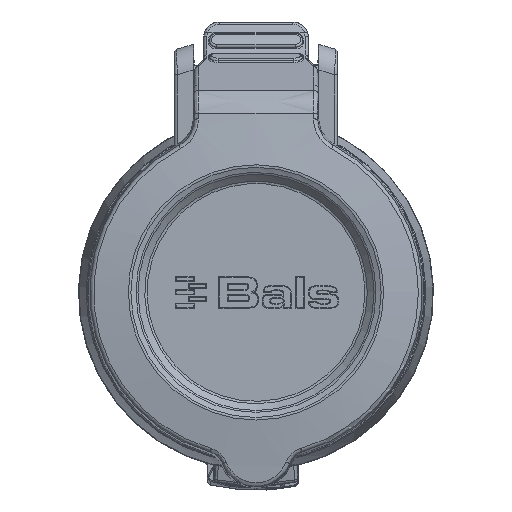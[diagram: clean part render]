
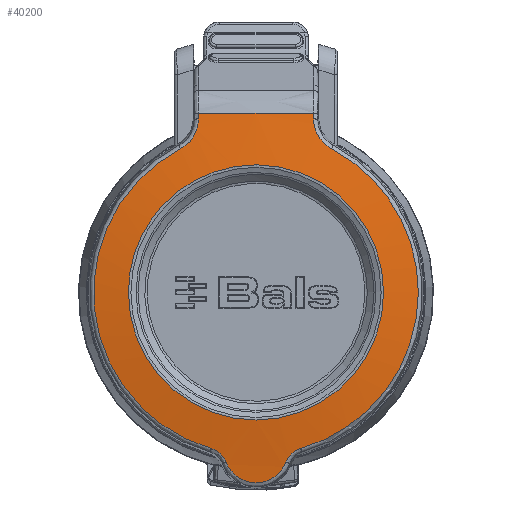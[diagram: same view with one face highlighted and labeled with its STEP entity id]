
A CAD part, top view. The second image highlights one B-rep face of the part: STEP entity #40200.
In plain terms, the highlighted conical face has half-angle 82 degrees and reference radius 32.456 mm.
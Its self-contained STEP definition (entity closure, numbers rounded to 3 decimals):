
#2905=LINE('',#108795,#4619);
#4619=VECTOR('',#50023,32.352);
#4960=CONICAL_SURFACE('',#42933,32.456,1.431);
#7172=FACE_OUTER_BOUND('',#9536,.T.);
#9536=EDGE_LOOP('',(#34220,#34221,#34222,#34223,#34224,#34225,#34226,#34227,
#34228,#34229,#34230,#34231,#34232,#34233,#34234,#34235));
#10882=CIRCLE('',#42745,36.435);
#10941=CIRCLE('',#42930,28.636);
#10942=CIRCLE('',#42931,28.636);
#10943=CIRCLE('',#42932,28.636);
#10944=CIRCLE('',#42934,36.435);
#10945=CIRCLE('',#42935,36.435);
#11173=B_SPLINE_CURVE_WITH_KNOTS('',3,(#53729,#53730,#53731,#53732),
 .UNSPECIFIED.,.F.,.F.,(4,4),(-5.654,-3.123),
 .UNSPECIFIED.);
#13241=B_SPLINE_CURVE_WITH_KNOTS('',3,(#100741,#100742,#100743,#100744,
#100745),.UNSPECIFIED.,.F.,.F.,(4,1,4),(0.,0.352,0.821),
 .UNSPECIFIED.);
#13242=B_SPLINE_CURVE_WITH_KNOTS('',3,(#100774,#100775,#100776,#100777,
#100778),.UNSPECIFIED.,.F.,.F.,(4,1,4),(0.,0.2,0.466),
 .UNSPECIFIED.);
#13244=B_SPLINE_CURVE_WITH_KNOTS('',3,(#100816,#100817,#100818,#100819,
#100820),.UNSPECIFIED.,.F.,.F.,(4,1,4),(0.,0.352,0.821),
 .UNSPECIFIED.);
#13416=B_SPLINE_CURVE_WITH_KNOTS('',3,(#106784,#106785,#106786,#106787,
#106788,#106789,#106790),.UNSPECIFIED.,.F.,.F.,(4,1,1,1,4),(-1.738,
-1.242,-0.745,-0.497,0.),
 .UNSPECIFIED.);
#13433=B_SPLINE_CURVE_WITH_KNOTS('',3,(#107715,#107716,#107717,#107718,
#107719),.UNSPECIFIED.,.F.,.F.,(4,1,4),(0.,0.2,0.466),
 .UNSPECIFIED.);
#13436=B_SPLINE_CURVE_WITH_KNOTS('',3,(#107763,#107764,#107765,#107766),
 .UNSPECIFIED.,.F.,.F.,(4,4),(0.,0.131),.UNSPECIFIED.);
#13439=B_SPLINE_CURVE_WITH_KNOTS('',3,(#107892,#107893,#107894,#107895),
 .UNSPECIFIED.,.F.,.F.,(4,4),(0.,0.131),
 .UNSPECIFIED.);
#13763=VERTEX_POINT('',#53727);
#13764=VERTEX_POINT('',#53728);
#16527=VERTEX_POINT('',#100738);
#16528=VERTEX_POINT('',#100740);
#16529=VERTEX_POINT('',#100772);
#16530=VERTEX_POINT('',#100773);
#16533=VERTEX_POINT('',#100813);
#16534=VERTEX_POINT('',#100815);
#16929=VERTEX_POINT('',#106227);
#16936=VERTEX_POINT('',#106783);
#17056=VERTEX_POINT('',#108785);
#17057=VERTEX_POINT('',#108787);
#17058=VERTEX_POINT('',#108789);
#17059=VERTEX_POINT('',#108793);
#17481=EDGE_CURVE('',#13763,#13764,#11173,.T.);
#21940=EDGE_CURVE('',#16527,#16528,#13241,.T.);
#21942=EDGE_CURVE('',#16529,#16530,#13242,.T.);
#21947=EDGE_CURVE('',#16533,#16534,#13244,.T.);
#22569=EDGE_CURVE('',#16929,#16533,#10882,.T.);
#22589=EDGE_CURVE('',#16530,#16936,#13416,.T.);
#22622=EDGE_CURVE('',#16936,#16929,#13433,.T.);
#22630=EDGE_CURVE('',#16534,#13763,#13436,.T.);
#22643=EDGE_CURVE('',#13764,#16527,#13439,.T.);
#22831=EDGE_CURVE('',#17056,#17057,#10941,.T.);
#22832=EDGE_CURVE('',#17057,#17058,#10942,.T.);
#22833=EDGE_CURVE('',#17058,#17056,#10943,.T.);
#22834=EDGE_CURVE('',#17059,#16529,#10944,.T.);
#22835=EDGE_CURVE('',#17059,#17057,#2905,.T.);
#22836=EDGE_CURVE('',#16528,#17059,#10945,.T.);
#34220=ORIENTED_EDGE('',*,*,#17481,.F.);
#34221=ORIENTED_EDGE('',*,*,#22630,.F.);
#34222=ORIENTED_EDGE('',*,*,#21947,.F.);
#34223=ORIENTED_EDGE('',*,*,#22569,.F.);
#34224=ORIENTED_EDGE('',*,*,#22622,.F.);
#34225=ORIENTED_EDGE('',*,*,#22589,.F.);
#34226=ORIENTED_EDGE('',*,*,#21942,.F.);
#34227=ORIENTED_EDGE('',*,*,#22834,.F.);
#34228=ORIENTED_EDGE('',*,*,#22835,.T.);
#34229=ORIENTED_EDGE('',*,*,#22831,.F.);
#34230=ORIENTED_EDGE('',*,*,#22833,.F.);
#34231=ORIENTED_EDGE('',*,*,#22832,.F.);
#34232=ORIENTED_EDGE('',*,*,#22835,.F.);
#34233=ORIENTED_EDGE('',*,*,#22836,.F.);
#34234=ORIENTED_EDGE('',*,*,#21940,.F.);
#34235=ORIENTED_EDGE('',*,*,#22643,.F.);
#40200=ADVANCED_FACE('',(#7172),#4960,.T.);
#42745=AXIS2_PLACEMENT_3D('',#106228,#49528,#49529);
#42930=AXIS2_PLACEMENT_3D('',#108788,#50013,#50014);
#42931=AXIS2_PLACEMENT_3D('',#108790,#50015,#50016);
#42932=AXIS2_PLACEMENT_3D('',#108791,#50017,#50018);
#42933=AXIS2_PLACEMENT_3D('',#108792,#50019,#50020);
#42934=AXIS2_PLACEMENT_3D('',#108794,#50021,#50022);
#42935=AXIS2_PLACEMENT_3D('',#108796,#50024,#50025);
#49528=DIRECTION('center_axis',(0.,0.,
-1.));
#49529=DIRECTION('ref_axis',(-0.995,-0.103,0.));
#50013=DIRECTION('center_axis',(0.,0.,
1.));
#50014=DIRECTION('ref_axis',(-1.,0.,0.));
#50015=DIRECTION('center_axis',(0.,0.,
1.));
#50016=DIRECTION('ref_axis',(-1.,0.,0.));
#50017=DIRECTION('center_axis',(0.,0.,
1.));
#50018=DIRECTION('ref_axis',(-1.,0.,0.));
#50019=DIRECTION('center_axis',(0.,0.,
-1.));
#50020=DIRECTION('ref_axis',(-1.,0.,0.));
#50021=DIRECTION('center_axis',(0.,0.,
-1.));
#50022=DIRECTION('ref_axis',(0.995,-0.103,0.));
#50023=DIRECTION('',(-0.99,0.,0.139));
#50024=DIRECTION('center_axis',(0.,0.,
-1.));
#50025=DIRECTION('ref_axis',(0.995,-0.103,0.));
#53727=CARTESIAN_POINT('',(-12.93,40.234,9.096));
#53728=CARTESIAN_POINT('',(12.93,40.234,9.096));
#53729=CARTESIAN_POINT('Ctrl Pts',(-12.93,40.234,9.096));
#53730=CARTESIAN_POINT('Ctrl Pts',(-4.335,40.133,9.478));
#53731=CARTESIAN_POINT('Ctrl Pts',(4.335,40.133,9.478));
#53732=CARTESIAN_POINT('Ctrl Pts',(12.93,40.234,9.096));
#100738=CARTESIAN_POINT('',(12.928,38.937,9.269));
#100740=CARTESIAN_POINT('',(16.948,32.253,9.914));
#100741=CARTESIAN_POINT('Ctrl Pts',(12.928,38.937,9.269));
#100742=CARTESIAN_POINT('Ctrl Pts',(12.927,37.774,9.424));
#100743=CARTESIAN_POINT('Ctrl Pts',(13.555,35.05,9.759));
#100744=CARTESIAN_POINT('Ctrl Pts',(15.558,32.983,9.914));
#100745=CARTESIAN_POINT('Ctrl Pts',(16.948,32.253,9.914));
#100772=CARTESIAN_POINT('',(10.011,-35.033,9.914));
#100773=CARTESIAN_POINT('',(6.714,-38.078,9.601));
#100774=CARTESIAN_POINT('Ctrl Pts',(10.011,-35.033,9.914));
#100775=CARTESIAN_POINT('Ctrl Pts',(9.369,-35.216,
9.914));
#100776=CARTESIAN_POINT('Ctrl Pts',(7.958,-35.949,9.863));
#100777=CARTESIAN_POINT('Ctrl Pts',(7.023,-37.252,9.708));
#100778=CARTESIAN_POINT('Ctrl Pts',(6.714,-38.078,
9.601));
#100813=CARTESIAN_POINT('',(-16.948,32.253,9.914));
#100815=CARTESIAN_POINT('',(-12.928,38.937,9.269));
#100816=CARTESIAN_POINT('Ctrl Pts',(-16.948,32.253,
9.914));
#100817=CARTESIAN_POINT('Ctrl Pts',(-15.906,32.801,
9.914));
#100818=CARTESIAN_POINT('Ctrl Pts',(-13.782,34.665,
9.8));
#100819=CARTESIAN_POINT('Ctrl Pts',(-12.926,37.387,
9.476));
#100820=CARTESIAN_POINT('Ctrl Pts',(-12.928,38.937,
9.269));
#106227=CARTESIAN_POINT('',(-10.011,-35.033,9.914));
#106228=CARTESIAN_POINT('Origin',(0.,0.,
9.914));
#106783=CARTESIAN_POINT('',(-6.714,-38.078,9.601));
#106784=CARTESIAN_POINT('Ctrl Pts',(6.714,-38.078,
9.601));
#106785=CARTESIAN_POINT('Ctrl Pts',(6.137,-39.618,9.402));
#106786=CARTESIAN_POINT('Ctrl Pts',(3.867,-42.296,
9.079));
#106787=CARTESIAN_POINT('Ctrl Pts',(-0.471,-43.052,
8.992));
#106788=CARTESIAN_POINT('Ctrl Pts',(-4.436,-41.612,
9.16));
#106789=CARTESIAN_POINT('Ctrl Pts',(-6.137,-39.618,
9.402));
#106790=CARTESIAN_POINT('Ctrl Pts',(-6.714,-38.078,
9.601));
#107715=CARTESIAN_POINT('Ctrl Pts',(-6.714,-38.078,
9.601));
#107716=CARTESIAN_POINT('Ctrl Pts',(-6.946,-37.458,
9.681));
#107717=CARTESIAN_POINT('Ctrl Pts',(-7.778,-36.117,
9.845));
#107718=CARTESIAN_POINT('Ctrl Pts',(-9.155,-35.277,
9.914));
#107719=CARTESIAN_POINT('Ctrl Pts',(-10.011,-35.033,
9.914));
#107763=CARTESIAN_POINT('Ctrl Pts',(-12.928,38.937,
9.269));
#107764=CARTESIAN_POINT('Ctrl Pts',(-12.929,39.37,
9.211));
#107765=CARTESIAN_POINT('Ctrl Pts',(-12.93,39.802,9.153));
#107766=CARTESIAN_POINT('Ctrl Pts',(-12.93,40.234,
9.096));
#107892=CARTESIAN_POINT('Ctrl Pts',(12.93,40.234,9.096));
#107893=CARTESIAN_POINT('Ctrl Pts',(12.93,39.802,9.153));
#107894=CARTESIAN_POINT('Ctrl Pts',(12.929,39.37,9.211));
#107895=CARTESIAN_POINT('Ctrl Pts',(12.928,38.937,9.269));
#108785=CARTESIAN_POINT('',(-28.636,0.,11.01));
#108787=CARTESIAN_POINT('',(28.636,0.,11.01));
#108788=CARTESIAN_POINT('Origin',(0.,0.,
11.01));
#108789=CARTESIAN_POINT('',(-9.637,26.966,11.01));
#108790=CARTESIAN_POINT('Origin',(0.,0.,
11.01));
#108791=CARTESIAN_POINT('Origin',(0.,0.,
11.01));
#108792=CARTESIAN_POINT('Origin',(0.,0.,
10.473));
#108793=CARTESIAN_POINT('',(36.435,0.,9.914));
#108794=CARTESIAN_POINT('Origin',(0.,0.,
9.914));
#108795=CARTESIAN_POINT('',(32.456,0.,10.473));
#108796=CARTESIAN_POINT('Origin',(0.,0.,
9.914));
